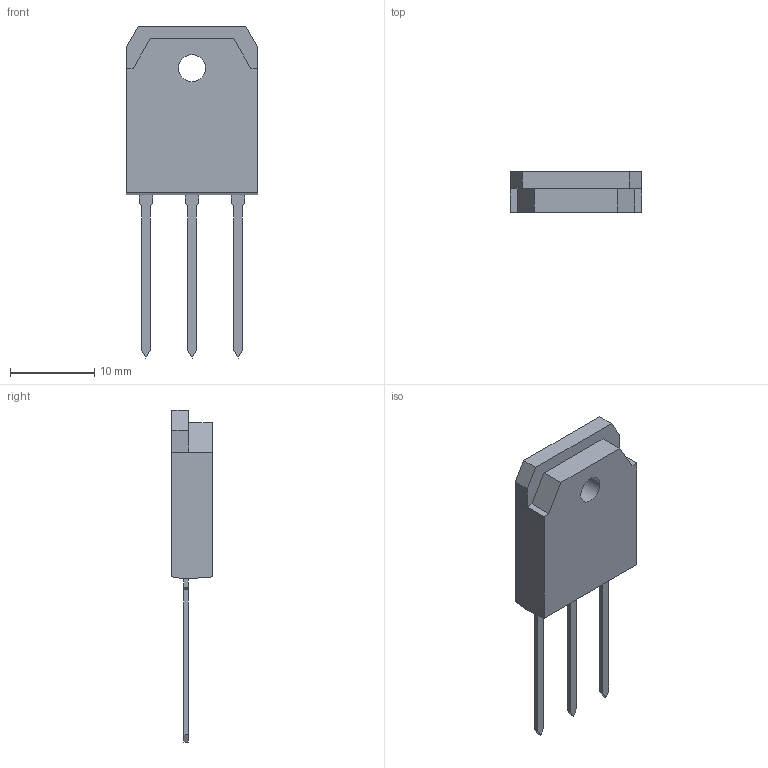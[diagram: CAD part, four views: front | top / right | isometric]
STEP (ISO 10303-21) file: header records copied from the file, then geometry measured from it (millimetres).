
FILE_DESCRIPTION(('FreeCAD Model'),'2;1');
FILE_NAME('TO-3PB-3_Vertical.step','2018-04-08T09:33:13',('kicad StepUp'),( 'ksu MCAD'),'Open CASCADE STEP processor 6.8','FreeCAD','Unknown');
FILE_SCHEMA(('AUTOMOTIVE_DESIGN_CC2 { 1 2 10303 214 -1 1 5 4 }'));
Length unit declared in the file: millimetre
Products named in the file (1): TO-3PB-3_Vertical
Bounding box: 15.51 x 4.81 x 39.3 mm (x, y, z)
Volume: 1366.9 mm3; surface area: 1134.7 mm2
Topology: 1 solids, 1 shells, 52 faces, 147 edges, 98 vertices
Faces by surface type: plane 50, cylinder 2
Full cylindrical faces by diameter (mm): 3.2 x1, 3.3 x1
Entity records: 1223 total; most frequent: ORIENTED_EDGE 230, EDGE_CURVE 147, CARTESIAN_POINT 142, LINE 140, VERTEX_POINT 98, DIRECTION 71, AXIS2_PLACEMENT_3D 55, FACE_BOUND 55
